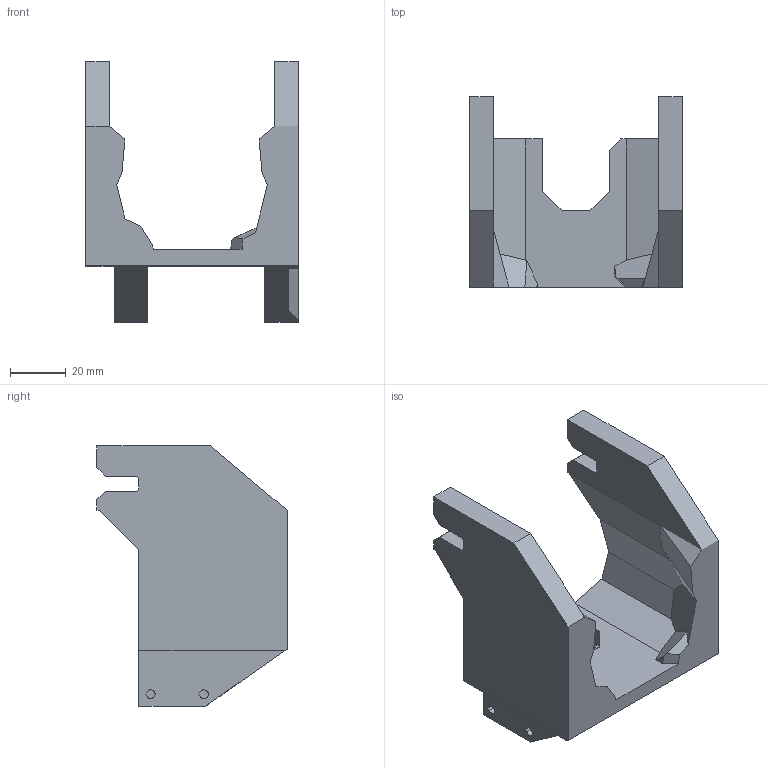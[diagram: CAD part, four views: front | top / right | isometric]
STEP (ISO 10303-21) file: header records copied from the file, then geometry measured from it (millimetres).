
FILE_DESCRIPTION(('FreeCAD Model'),'2;1');
FILE_NAME('Open CASCADE Shape Model','2024-05-24T19:50:50',(''),(''), 'Open CASCADE STEP processor 7.7','Ondsel','Unknown');
FILE_SCHEMA(('AUTOMOTIVE_DESIGN { 1 0 10303 214 1 1 1 1 }'));
Length unit declared in the file: millimetre
Products named in the file (2): Claw; Claw-Body
Assembly tree (1 placements, depth 2):
  Claw
    Claw-Body
Bounding box: 76 x 68 x 93 mm (x, y, z)
Volume: 94115.7 mm3; surface area: 30816.7 mm2
Topology: 1 solids, 1 shells, 99 faces, 275 edges, 183 vertices
Faces by surface type: plane 94, cylinder 5
Full cylindrical faces by diameter (mm): 1.8 x1
Entity records: 3151 total; most frequent: CARTESIAN_POINT 559, ORIENTED_EDGE 550, DIRECTION 487, EDGE_CURVE 275, LINE 265, VECTOR 265, VERTEX_POINT 183, AXIS2_PLACEMENT_3D 111
